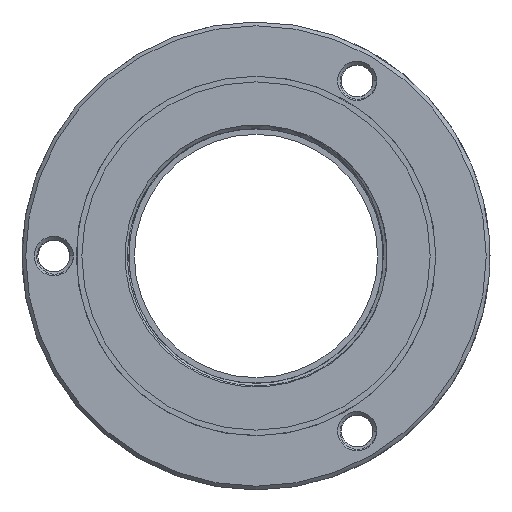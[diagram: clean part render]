
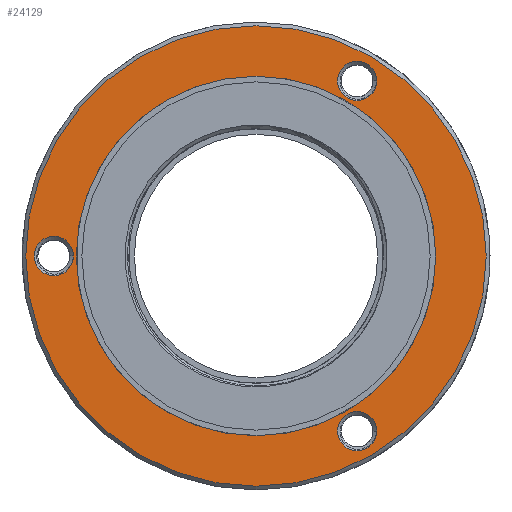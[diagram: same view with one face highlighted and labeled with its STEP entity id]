
A CAD part, left-side view. The second image highlights one B-rep face of the part: STEP entity #24129.
In plain terms, the highlighted planar face has unit normal (-1, 0, 0).
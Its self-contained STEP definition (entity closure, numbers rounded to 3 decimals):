
#271 = CARTESIAN_POINT ( 'NONE',  ( 8., -5.4, -10.403 ) ) ;
#1959 = VERTEX_POINT ( 'NONE', #2080 ) ;
#2080 = CARTESIAN_POINT ( 'NONE',  ( 8., -5.4, 8.303 ) ) ;
#2676 = DIRECTION ( 'NONE',  ( 1., 0., 0. ) ) ;
#2931 = AXIS2_PLACEMENT_3D ( 'NONE', #23495, #23249, #17693 ) ;
#3076 = EDGE_CURVE ( 'NONE', #1959, #1959, #12787, .T. ) ;
#3487 = CIRCLE ( 'NONE', #20797, 12.3 ) ;
#3751 = EDGE_CURVE ( 'NONE', #17074, #17074, #5631, .T. ) ;
#3795 = AXIS2_PLACEMENT_3D ( 'NONE', #13757, #4539, #10439 ) ;
#3873 = EDGE_CURVE ( 'NONE', #17917, #17917, #18570, .T. ) ;
#4152 = CARTESIAN_POINT ( 'NONE',  ( 8., 0., 0. ) ) ;
#4539 = DIRECTION ( 'NONE',  ( -1., 0., 0. ) ) ;
#4635 = EDGE_LOOP ( 'NONE', ( #5776 ) ) ;
#5551 = EDGE_LOOP ( 'NONE', ( #20995 ) ) ;
#5631 = CIRCLE ( 'NONE', #18180, 1.05 ) ;
#5663 = CARTESIAN_POINT ( 'NONE',  ( 8., 10.8, 0. ) ) ;
#5776 = ORIENTED_EDGE ( 'NONE', *, *, #3076, .T. ) ;
#5785 = DIRECTION ( 'NONE',  ( 0., 0., -1. ) ) ;
#6052 = ORIENTED_EDGE ( 'NONE', *, *, #22515, .F. ) ;
#6139 = AXIS2_PLACEMENT_3D ( 'NONE', #15937, #2676, #19643 ) ;
#6245 = DIRECTION ( 'NONE',  ( -1., 0., 0. ) ) ;
#6269 = CARTESIAN_POINT ( 'NONE',  ( 8., 0., -12.3 ) ) ;
#6553 = FACE_BOUND ( 'NONE', #5551, .T. ) ;
#6761 = CARTESIAN_POINT ( 'NONE',  ( 8., 0., 9.6 ) ) ;
#9867 = DIRECTION ( 'NONE',  ( 1., 0., 0. ) ) ;
#9975 = ORIENTED_EDGE ( 'NONE', *, *, #14760, .T. ) ;
#10050 = DIRECTION ( 'NONE',  ( 0., 0., -1. ) ) ;
#10109 = DIRECTION ( 'NONE',  ( 0., 0., -1. ) ) ;
#10214 = PLANE ( 'NONE',  #2931 ) ;
#10439 = DIRECTION ( 'NONE',  ( 0., 0., 1. ) ) ;
#12787 = CIRCLE ( 'NONE', #6139, 1.05 ) ;
#13757 = CARTESIAN_POINT ( 'NONE',  ( 8., 0., 0. ) ) ;
#13784 = FACE_BOUND ( 'NONE', #23467, .T. ) ;
#14232 = FACE_BOUND ( 'NONE', #19674, .T. ) ;
#14760 = EDGE_CURVE ( 'NONE', #23221, #23221, #3487, .T. ) ;
#15211 = DIRECTION ( 'NONE',  ( 1., 0., 0. ) ) ;
#15937 = CARTESIAN_POINT ( 'NONE',  ( 8., -5.4, 9.353 ) ) ;
#17074 = VERTEX_POINT ( 'NONE', #271 ) ;
#17693 = DIRECTION ( 'NONE',  ( 0., 0., -1. ) ) ;
#17917 = VERTEX_POINT ( 'NONE', #23342 ) ;
#18180 = AXIS2_PLACEMENT_3D ( 'NONE', #23384, #9867, #10109 ) ;
#18570 = CIRCLE ( 'NONE', #23290, 1.05 ) ;
#19643 = DIRECTION ( 'NONE',  ( 0., 0., -1. ) ) ;
#19674 = EDGE_LOOP ( 'NONE', ( #6052 ) ) ;
#20797 = AXIS2_PLACEMENT_3D ( 'NONE', #4152, #6245, #10050 ) ;
#20995 = ORIENTED_EDGE ( 'NONE', *, *, #3873, .T. ) ;
#21292 = FACE_BOUND ( 'NONE', #4635, .T. ) ;
#21445 = ORIENTED_EDGE ( 'NONE', *, *, #3751, .T. ) ;
#22144 = EDGE_LOOP ( 'NONE', ( #9975 ) ) ;
#22515 = EDGE_CURVE ( 'NONE', #23583, #23583, #23423, .T. ) ;
#23126 = FACE_OUTER_BOUND ( 'NONE', #22144, .T. ) ;
#23221 = VERTEX_POINT ( 'NONE', #6269 ) ;
#23249 = DIRECTION ( 'NONE',  ( 1., 0., 0. ) ) ;
#23290 = AXIS2_PLACEMENT_3D ( 'NONE', #5663, #15211, #5785 ) ;
#23342 = CARTESIAN_POINT ( 'NONE',  ( 8., 10.8, -1.05 ) ) ;
#23384 = CARTESIAN_POINT ( 'NONE',  ( 8., -5.4, -9.353 ) ) ;
#23423 = CIRCLE ( 'NONE', #3795, 9.6 ) ;
#23467 = EDGE_LOOP ( 'NONE', ( #21445 ) ) ;
#23495 = CARTESIAN_POINT ( 'NONE',  ( 8., 12.5, 0. ) ) ;
#23583 = VERTEX_POINT ( 'NONE', #6761 ) ;
#24129 = ADVANCED_FACE ( 'NONE', ( #23126, #13784, #21292, #6553, #14232 ), #10214, .F. ) ;
